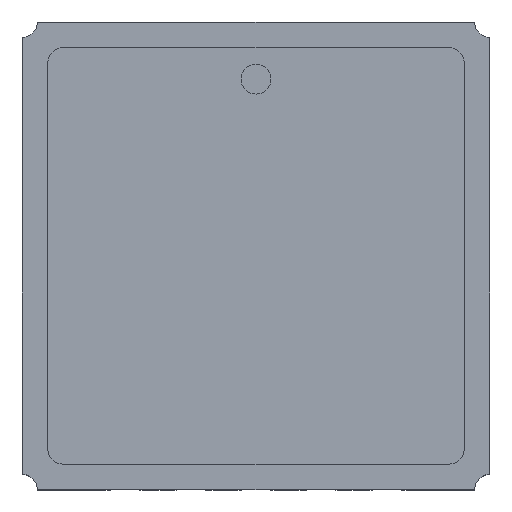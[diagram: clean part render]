
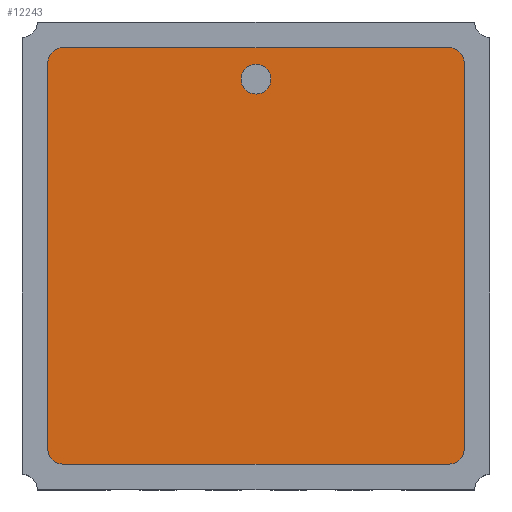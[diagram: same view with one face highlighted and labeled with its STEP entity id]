
A CAD part, top view. The second image highlights one B-rep face of the part: STEP entity #12243.
In plain terms, the highlighted planar face has unit normal (0, 0, 1).
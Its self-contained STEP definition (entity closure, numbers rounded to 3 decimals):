
#113 = EDGE_LOOP ( 'NONE', ( #16169, #13539 ) ) ;
#472 = DIRECTION ( 'NONE',  ( 1., 0., 0. ) ) ;
#595 = ORIENTED_EDGE ( 'NONE', *, *, #11262, .F. ) ;
#623 = ORIENTED_EDGE ( 'NONE', *, *, #9441, .F. ) ;
#1383 = VERTEX_POINT ( 'NONE', #6002 ) ;
#1653 = ORIENTED_EDGE ( 'NONE', *, *, #15898, .F. ) ;
#1660 = EDGE_CURVE ( 'NONE', #7374, #14034, #13838, .T. ) ;
#1770 = ORIENTED_EDGE ( 'NONE', *, *, #16596, .F. ) ;
#1822 = DIRECTION ( 'NONE',  ( -1., 0., 0. ) ) ;
#1856 = VERTEX_POINT ( 'NONE', #14273 ) ;
#2008 = CARTESIAN_POINT ( 'NONE',  ( -3.755, -3.755, 2.11 ) ) ;
#2646 = VERTEX_POINT ( 'NONE', #3196 ) ;
#2789 = EDGE_CURVE ( 'NONE', #1856, #6413, #7537, .T. ) ;
#2862 = CARTESIAN_POINT ( 'NONE',  ( -3.755, 3.755, 2.11 ) ) ;
#2910 = DIRECTION ( 'NONE',  ( 0., 0., -1. ) ) ;
#3105 = AXIS2_PLACEMENT_3D ( 'NONE', #15256, #8843, #16587 ) ;
#3169 = LINE ( 'NONE', #7266, #12903 ) ;
#3196 = CARTESIAN_POINT ( 'NONE',  ( -4.045, -3.755, 2.11 ) ) ;
#3495 = EDGE_CURVE ( 'NONE', #8681, #4182, #3169, .T. ) ;
#4140 = CARTESIAN_POINT ( 'NONE',  ( -4.045, 0.013, 2.11 ) ) ;
#4173 = EDGE_LOOP ( 'NONE', ( #1770, #595, #15688, #623, #4489, #11321, #13855, #1653 ) ) ;
#4182 = VERTEX_POINT ( 'NONE', #15060 ) ;
#4207 = DIRECTION ( 'NONE',  ( 0., 1., 0. ) ) ;
#4489 = ORIENTED_EDGE ( 'NONE', *, *, #11364, .F. ) ;
#4595 = DIRECTION ( 'NONE',  ( 1., 0., 0. ) ) ;
#4806 = PLANE ( 'NONE',  #3105 ) ;
#4836 = EDGE_CURVE ( 'NONE', #14034, #2646, #13209, .T. ) ;
#4997 = FACE_BOUND ( 'NONE', #113, .T. ) ;
#5422 = CIRCLE ( 'NONE', #13375, 0.29 ) ;
#5780 = VERTEX_POINT ( 'NONE', #11761 ) ;
#6002 = CARTESIAN_POINT ( 'NONE',  ( -4.045, 3.755, 2.11 ) ) ;
#6050 = LINE ( 'NONE', #15914, #8743 ) ;
#6152 = CIRCLE ( 'NONE', #14153, 0.29 ) ;
#6413 = VERTEX_POINT ( 'NONE', #12018 ) ;
#6509 = DIRECTION ( 'NONE',  ( 1., 0., 0. ) ) ;
#6733 = DIRECTION ( 'NONE',  ( 1., 0., 0. ) ) ;
#7233 = VECTOR ( 'NONE', #1822, 1000. ) ;
#7266 = CARTESIAN_POINT ( 'NONE',  ( -0.001, 4.045, 2.11 ) ) ;
#7374 = VERTEX_POINT ( 'NONE', #9652 ) ;
#7537 = CIRCLE ( 'NONE', #14782, 0.29 ) ;
#7692 = FACE_OUTER_BOUND ( 'NONE', #4173, .T. ) ;
#7750 = VERTEX_POINT ( 'NONE', #11711 ) ;
#7886 = CIRCLE ( 'NONE', #14815, 0.29 ) ;
#8355 = CARTESIAN_POINT ( 'NONE',  ( 0., 3.434, 2.11 ) ) ;
#8681 = VERTEX_POINT ( 'NONE', #10466 ) ;
#8743 = VECTOR ( 'NONE', #10836, 1000. ) ;
#8843 = DIRECTION ( 'NONE',  ( 0., 0., -1. ) ) ;
#9184 = CARTESIAN_POINT ( 'NONE',  ( 0., 3.434, 2.11 ) ) ;
#9441 = EDGE_CURVE ( 'NONE', #1383, #8681, #6152, .T. ) ;
#9504 = DIRECTION ( 'NONE',  ( 0., 0., -1. ) ) ;
#9652 = CARTESIAN_POINT ( 'NONE',  ( 3.755, -4.045, 2.11 ) ) ;
#10466 = CARTESIAN_POINT ( 'NONE',  ( -3.755, 4.045, 2.11 ) ) ;
#10518 = DIRECTION ( 'NONE',  ( 1., 0., 0. ) ) ;
#10577 = CARTESIAN_POINT ( 'NONE',  ( 3.755, 3.755, 2.11 ) ) ;
#10625 = AXIS2_PLACEMENT_3D ( 'NONE', #15575, #12976, #6509 ) ;
#10836 = DIRECTION ( 'NONE',  ( 0., -1., 0. ) ) ;
#11016 = DIRECTION ( 'NONE',  ( 1., 0., 0. ) ) ;
#11262 = EDGE_CURVE ( 'NONE', #4182, #7750, #7886, .T. ) ;
#11321 = ORIENTED_EDGE ( 'NONE', *, *, #4836, .F. ) ;
#11364 = EDGE_CURVE ( 'NONE', #2646, #1383, #14892, .T. ) ;
#11440 = EDGE_CURVE ( 'NONE', #6413, #1856, #5422, .T. ) ;
#11711 = CARTESIAN_POINT ( 'NONE',  ( 4.045, 3.755, 2.11 ) ) ;
#11761 = CARTESIAN_POINT ( 'NONE',  ( 4.045, -3.755, 2.11 ) ) ;
#12018 = CARTESIAN_POINT ( 'NONE',  ( 0.29, 3.434, 2.11 ) ) ;
#12239 = AXIS2_PLACEMENT_3D ( 'NONE', #2008, #2910, #11016 ) ;
#12243 = ADVANCED_FACE ( 'NONE', ( #4997, #7692 ), #4806, .F. ) ;
#12410 = VECTOR ( 'NONE', #4207, 1000. ) ;
#12903 = VECTOR ( 'NONE', #16605, 1000. ) ;
#12976 = DIRECTION ( 'NONE',  ( 0., 0., -1. ) ) ;
#13209 = CIRCLE ( 'NONE', #12239, 0.29 ) ;
#13375 = AXIS2_PLACEMENT_3D ( 'NONE', #8355, #13609, #472 ) ;
#13539 = ORIENTED_EDGE ( 'NONE', *, *, #2789, .F. ) ;
#13609 = DIRECTION ( 'NONE',  ( 0., 0., 1. ) ) ;
#13751 = CARTESIAN_POINT ( 'NONE',  ( -0.001, -4.045, 2.11 ) ) ;
#13838 = LINE ( 'NONE', #13751, #7233 ) ;
#13855 = ORIENTED_EDGE ( 'NONE', *, *, #1660, .F. ) ;
#14034 = VERTEX_POINT ( 'NONE', #16434 ) ;
#14153 = AXIS2_PLACEMENT_3D ( 'NONE', #2862, #9504, #6733 ) ;
#14273 = CARTESIAN_POINT ( 'NONE',  ( -0.29, 3.434, 2.11 ) ) ;
#14782 = AXIS2_PLACEMENT_3D ( 'NONE', #9184, #15830, #4595 ) ;
#14815 = AXIS2_PLACEMENT_3D ( 'NONE', #10577, #17140, #10518 ) ;
#14892 = LINE ( 'NONE', #4140, #12410 ) ;
#15060 = CARTESIAN_POINT ( 'NONE',  ( 3.755, 4.045, 2.11 ) ) ;
#15256 = CARTESIAN_POINT ( 'NONE',  ( -0.001, 0.013, 2.11 ) ) ;
#15416 = CIRCLE ( 'NONE', #10625, 0.29 ) ;
#15575 = CARTESIAN_POINT ( 'NONE',  ( 3.755, -3.755, 2.11 ) ) ;
#15688 = ORIENTED_EDGE ( 'NONE', *, *, #3495, .F. ) ;
#15830 = DIRECTION ( 'NONE',  ( 0., 0., 1. ) ) ;
#15898 = EDGE_CURVE ( 'NONE', #5780, #7374, #15416, .T. ) ;
#15914 = CARTESIAN_POINT ( 'NONE',  ( 4.045, 0.013, 2.11 ) ) ;
#16169 = ORIENTED_EDGE ( 'NONE', *, *, #11440, .F. ) ;
#16434 = CARTESIAN_POINT ( 'NONE',  ( -3.755, -4.045, 2.11 ) ) ;
#16587 = DIRECTION ( 'NONE',  ( -1., 0., 0. ) ) ;
#16596 = EDGE_CURVE ( 'NONE', #7750, #5780, #6050, .T. ) ;
#16605 = DIRECTION ( 'NONE',  ( 1., 0., 0. ) ) ;
#17140 = DIRECTION ( 'NONE',  ( 0., 0., -1. ) ) ;
